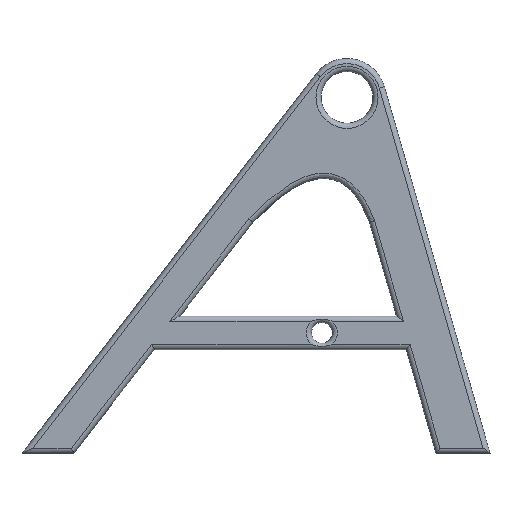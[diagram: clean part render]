
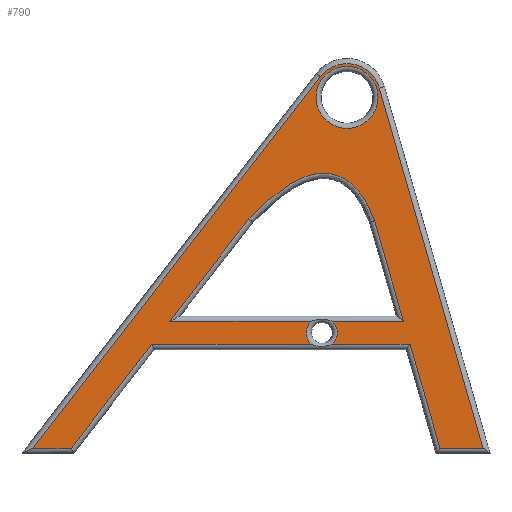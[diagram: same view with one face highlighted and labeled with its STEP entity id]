
A CAD part, left-side view. The second image highlights one B-rep face of the part: STEP entity #790.
In plain terms, the highlighted planar face has unit normal (-1, 0, 0).
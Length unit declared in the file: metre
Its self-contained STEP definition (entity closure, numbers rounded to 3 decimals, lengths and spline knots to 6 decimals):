
#50=B_SPLINE_CURVE_WITH_KNOTS('',3,(#1347,#1348,#1349,#1350,#1351,#1352,
#1353,#1354,#1355,#1356,#1357,#1358),.UNSPECIFIED.,.F.,.F.,(4,1,1,1,1,1,
1,1,1,4),(0.,0.005027,0.010053,0.01508,
0.020106,0.025133,0.027646,0.03016,
0.035186,0.040213),.UNSPECIFIED.);
#72=CIRCLE('',#868,0.00762);
#73=CIRCLE('',#869,0.00381);
#74=CIRCLE('',#870,0.008255);
#75=CIRCLE('',#871,0.00381);
#179=ORIENTED_EDGE('',*,*,#393,.T.);
#180=ORIENTED_EDGE('',*,*,#394,.T.);
#181=ORIENTED_EDGE('',*,*,#395,.T.);
#182=ORIENTED_EDGE('',*,*,#396,.T.);
#183=ORIENTED_EDGE('',*,*,#397,.T.);
#184=ORIENTED_EDGE('',*,*,#398,.T.);
#185=ORIENTED_EDGE('',*,*,#399,.T.);
#186=ORIENTED_EDGE('',*,*,#400,.T.);
#187=ORIENTED_EDGE('',*,*,#401,.T.);
#188=ORIENTED_EDGE('',*,*,#402,.T.);
#189=ORIENTED_EDGE('',*,*,#403,.T.);
#190=ORIENTED_EDGE('',*,*,#404,.T.);
#191=ORIENTED_EDGE('',*,*,#405,.T.);
#192=ORIENTED_EDGE('',*,*,#406,.T.);
#193=ORIENTED_EDGE('',*,*,#407,.T.);
#194=ORIENTED_EDGE('',*,*,#408,.T.);
#195=ORIENTED_EDGE('',*,*,#409,.T.);
#393=EDGE_CURVE('',#494,#494,#72,.T.);
#394=EDGE_CURVE('',#495,#496,#50,.T.);
#395=EDGE_CURVE('',#496,#497,#559,.F.);
#396=EDGE_CURVE('',#497,#498,#560,.T.);
#397=EDGE_CURVE('',#498,#499,#73,.T.);
#398=EDGE_CURVE('',#499,#500,#561,.F.);
#399=EDGE_CURVE('',#500,#501,#562,.F.);
#400=EDGE_CURVE('',#501,#502,#563,.T.);
#401=EDGE_CURVE('',#502,#503,#564,.T.);
#402=EDGE_CURVE('',#503,#504,#74,.F.);
#403=EDGE_CURVE('',#504,#505,#565,.F.);
#404=EDGE_CURVE('',#505,#506,#566,.T.);
#405=EDGE_CURVE('',#506,#507,#567,.T.);
#406=EDGE_CURVE('',#507,#508,#568,.F.);
#407=EDGE_CURVE('',#508,#509,#75,.T.);
#408=EDGE_CURVE('',#509,#510,#569,.T.);
#409=EDGE_CURVE('',#510,#495,#570,.T.);
#494=VERTEX_POINT('',#1346);
#495=VERTEX_POINT('',#1359);
#496=VERTEX_POINT('',#1360);
#497=VERTEX_POINT('',#1362);
#498=VERTEX_POINT('',#1364);
#499=VERTEX_POINT('',#1366);
#500=VERTEX_POINT('',#1368);
#501=VERTEX_POINT('',#1370);
#502=VERTEX_POINT('',#1372);
#503=VERTEX_POINT('',#1374);
#504=VERTEX_POINT('',#1376);
#505=VERTEX_POINT('',#1378);
#506=VERTEX_POINT('',#1380);
#507=VERTEX_POINT('',#1382);
#508=VERTEX_POINT('',#1384);
#509=VERTEX_POINT('',#1386);
#510=VERTEX_POINT('',#1388);
#559=LINE('',#1361,#617);
#560=LINE('',#1363,#618);
#561=LINE('',#1367,#619);
#562=LINE('',#1369,#620);
#563=LINE('',#1371,#621);
#564=LINE('',#1373,#622);
#565=LINE('',#1377,#623);
#566=LINE('',#1379,#624);
#567=LINE('',#1381,#625);
#568=LINE('',#1383,#626);
#569=LINE('',#1387,#627);
#570=LINE('',#1389,#628);
#617=VECTOR('',#1038,1.);
#618=VECTOR('',#1039,1.);
#619=VECTOR('',#1042,1.);
#620=VECTOR('',#1043,1.);
#621=VECTOR('',#1044,1.);
#622=VECTOR('',#1045,1.);
#623=VECTOR('',#1048,1.);
#624=VECTOR('',#1049,1.);
#625=VECTOR('',#1050,1.);
#626=VECTOR('',#1051,1.);
#627=VECTOR('',#1054,1.);
#628=VECTOR('',#1055,1.);
#651=EDGE_LOOP('',(#179));
#652=EDGE_LOOP('',(#180,#181,#182,#183,#184,#185,#186,#187,#188,#189,#190,
#191,#192,#193,#194,#195));
#717=FACE_BOUND('',#651,.T.);
#718=FACE_BOUND('',#652,.T.);
#772=PLANE('',#867);
#790=ADVANCED_FACE('',(#717,#718),#772,.F.);
#867=AXIS2_PLACEMENT_3D('',#1344,#1034,#1035);
#868=AXIS2_PLACEMENT_3D('',#1345,#1036,#1037);
#869=AXIS2_PLACEMENT_3D('',#1365,#1040,#1041);
#870=AXIS2_PLACEMENT_3D('',#1375,#1046,#1047);
#871=AXIS2_PLACEMENT_3D('',#1385,#1052,#1053);
#1034=DIRECTION('',(1.,0.,0.));
#1035=DIRECTION('',(0.,1.,0.));
#1036=DIRECTION('',(1.,0.,0.));
#1037=DIRECTION('',(0.,0.,-1.));
#1038=DIRECTION('',(0.,0.277,0.961));
#1039=DIRECTION('',(0.,1.,0.));
#1040=DIRECTION('',(1.,0.,0.));
#1041=DIRECTION('',(0.,0.,-1.));
#1042=DIRECTION('',(0.,1.,0.));
#1043=DIRECTION('',(0.,0.277,0.961));
#1044=DIRECTION('',(0.,-1.,0.));
#1045=DIRECTION('',(0.,0.277,0.961));
#1046=DIRECTION('',(1.,0.,0.));
#1047=DIRECTION('',(0.,0.,-1.));
#1048=DIRECTION('',(0.,-0.613,0.79));
#1049=DIRECTION('',(0.,-1.,0.));
#1050=DIRECTION('',(0.,-0.613,0.79));
#1051=DIRECTION('',(0.,1.,0.));
#1052=DIRECTION('',(1.,0.,0.));
#1053=DIRECTION('',(0.,0.,-1.));
#1054=DIRECTION('',(0.,1.,0.));
#1055=DIRECTION('',(0.,-0.613,0.79));
#1344=CARTESIAN_POINT('',(0.05022,-0.061831,0.067287));
#1345=CARTESIAN_POINT('',(0.05022,-0.094223,0.1062));
#1346=CARTESIAN_POINT('',(0.05022,-0.094223,0.09858));
#1347=CARTESIAN_POINT('',(0.05022,-0.070167,0.076391));
#1348=CARTESIAN_POINT('',(0.05022,-0.071322,0.077605));
#1349=CARTESIAN_POINT('',(0.05022,-0.0737,0.079967));
#1350=CARTESIAN_POINT('',(0.05022,-0.07754,0.083202));
#1351=CARTESIAN_POINT('',(0.05022,-0.081757,0.085931));
#1352=CARTESIAN_POINT('',(0.05022,-0.086507,0.087739));
#1353=CARTESIAN_POINT('',(0.05022,-0.090818,0.087582));
#1354=CARTESIAN_POINT('',(0.05022,-0.093888,0.08614));
#1355=CARTESIAN_POINT('',(0.05022,-0.096532,0.084026));
#1356=CARTESIAN_POINT('',(0.05022,-0.098992,0.080589));
#1357=CARTESIAN_POINT('',(0.05022,-0.100355,0.077534));
#1358=CARTESIAN_POINT('',(0.05022,-0.100951,0.075964));
#1359=CARTESIAN_POINT('',(0.05022,-0.070167,0.076391));
#1360=CARTESIAN_POINT('',(0.05022,-0.100951,0.075964));
#1361=CARTESIAN_POINT('',(0.05022,-0.100261,0.078359));
#1362=CARTESIAN_POINT('',(0.05022,-0.108066,0.051266));
#1363=CARTESIAN_POINT('',(0.05022,-0.053287,0.051266));
#1364=CARTESIAN_POINT('',(0.05022,-0.090584,0.051266));
#1365=CARTESIAN_POINT('',(0.05022,-0.088039,0.04843));
#1366=CARTESIAN_POINT('',(0.05022,-0.090584,0.045595));
#1367=CARTESIAN_POINT('',(0.05022,-0.061831,0.045595));
#1368=CARTESIAN_POINT('',(0.05022,-0.1097,0.045595));
#1369=CARTESIAN_POINT('',(0.05022,-0.100261,0.078359));
#1370=CARTESIAN_POINT('',(0.05022,-0.117039,0.02012));
#1371=CARTESIAN_POINT('',(0.05022,-0.129299,0.02012));
#1372=CARTESIAN_POINT('',(0.05022,-0.127612,0.02012));
#1373=CARTESIAN_POINT('',(0.05022,-0.102155,0.108485));
#1374=CARTESIAN_POINT('',(0.05022,-0.102155,0.108485));
#1375=CARTESIAN_POINT('',(0.05022,-0.094223,0.1062));
#1376=CARTESIAN_POINT('',(0.05022,-0.087698,0.111256));
#1377=CARTESIAN_POINT('',(0.05022,-0.056704,0.07126));
#1378=CARTESIAN_POINT('',(0.05022,-0.017074,0.02012));
#1379=CARTESIAN_POINT('',(0.05022,-0.027183,0.02012));
#1380=CARTESIAN_POINT('',(0.05022,-0.02656,0.02012));
#1381=CARTESIAN_POINT('',(0.05022,-0.04592,0.045103));
#1382=CARTESIAN_POINT('',(0.05022,-0.046302,0.045595));
#1383=CARTESIAN_POINT('',(0.05022,-0.061831,0.045595));
#1384=CARTESIAN_POINT('',(0.05022,-0.085494,0.045595));
#1385=CARTESIAN_POINT('',(0.05022,-0.088039,0.04843));
#1386=CARTESIAN_POINT('',(0.05022,-0.085494,0.051266));
#1387=CARTESIAN_POINT('',(0.05022,-0.053287,0.051266));
#1388=CARTESIAN_POINT('',(0.05022,-0.050696,0.051266));
#1389=CARTESIAN_POINT('',(0.05022,-0.070127,0.07634));
